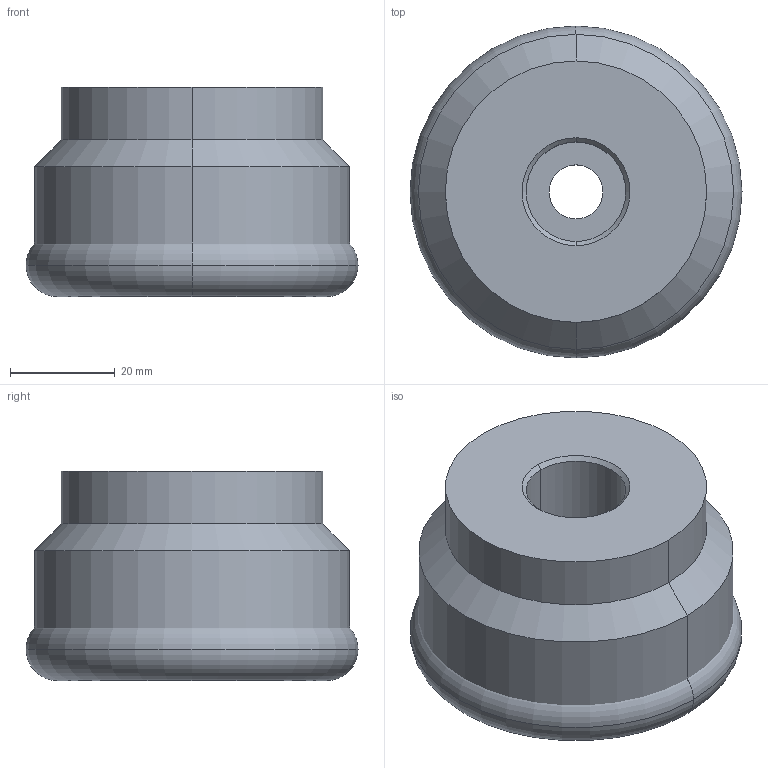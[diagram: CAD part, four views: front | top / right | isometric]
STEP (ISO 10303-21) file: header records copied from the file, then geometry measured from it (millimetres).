
FILE_DESCRIPTION(('no description'),'unknown implementation level');
FILE_NAME('solid30ApnV4uBV0ocFK9oO6kCQCNnrY_1.STP',' ',('CIMSOURCE GmbH'),('CADClick - KiM GmbH - www.kimweb.de'),'unknown preprocess','ACIS','unknown authorization');
FILE_SCHEMA(('automotive_design'));
Length unit declared in the file: millimetre
Products named in the file (2): 1; 2
Bounding box: 63.5 x 63.5 x 40 mm (x, y, z)
Volume: 94900.3 mm3; surface area: 19677 mm2
Topology: 2 solids, 2 shells, 25 faces, 50 edges, 28 vertices
Faces by surface type: torus 8, cylinder 8, cone 6, plane 3
Entity records: 1311 total; most frequent: DIRECTION 146, CARTESIAN_POINT 108, STYLED_ITEM 105, PRESENTATION_STYLE_ASSIGNMENT 105, COLOUR_RGB 105, ORIENTED_EDGE 100, AXIS2_PLACEMENT_3D 66, EDGE_CURVE 50
